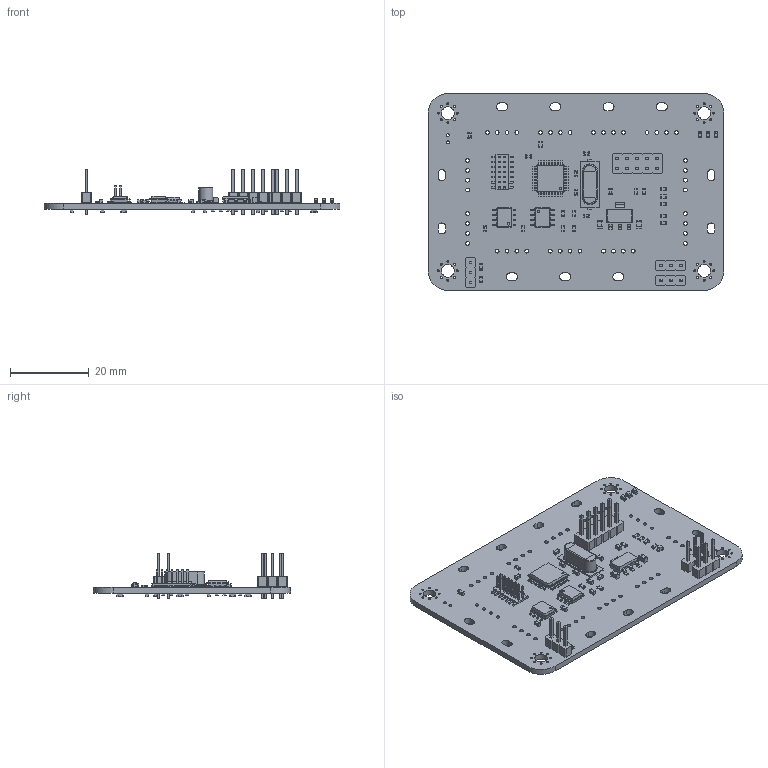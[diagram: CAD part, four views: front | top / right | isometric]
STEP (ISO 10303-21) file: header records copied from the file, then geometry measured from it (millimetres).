
FILE_DESCRIPTION(('KiCad electronic assembly'),'2;1');
FILE_NAME('SensorBoard_ver3.0.step','2025-12-21T11:34:31',('Pcbnew'),( 'Kicad'),'Open CASCADE STEP processor 7.9','KiCad to STEP converter' ,'Unknown');
FILE_SCHEMA(('AUTOMOTIVE_DESIGN { 1 0 10303 214 1 1 1 1 }'));
Length unit declared in the file: millimetre
Products named in the file (14): SensorBoard_ver3.0 1; C_0805_2012Metric; C_0603_1608Metric; LQFP-32_7x7mm_P0.8mm; R_0603_1608Metric; L_0603_1608Metric; LED_0603_1608Metric; PinHeader_2x05_P2.54mm_Vertical; PinHeader_1x03_P2.54mm_Vertical; SOIC-8_3.9x4.9mm_P1.27mm; Crystal_SMD_HC49-SD; SOT-223; PinHeader_2x07_P1.27mm_Vertical_SMD; SensorBoard_ver3.0_PCB
Assembly tree (64 placements, depth 2):
  SensorBoard_ver3.0 1
    C_0805_2012Metric  x2
    C_0603_1608Metric  x20
    LQFP-32_7x7mm_P0.8mm
    R_0603_1608Metric  x26
    L_0603_1608Metric
    LED_0603_1608Metric  x4
    PinHeader_2x05_P2.54mm_Vertical
    PinHeader_1x03_P2.54mm_Vertical  x3
    SOIC-8_3.9x4.9mm_P1.27mm  x2
    Crystal_SMD_HC49-SD
    SOT-223
    PinHeader_2x07_P1.27mm_Vertical_SMD
    SensorBoard_ver3.0_PCB
Bounding box: 75 x 50 x 11.54 mm (x, y, z)
Volume: 6173.2 mm3; surface area: 10165.5 mm2
Topology: 64 solids, 64 shells, 3350 faces, 8695 edges, 5580 vertices
Faces by surface type: plane 2421, cylinder 871, bspline 56, torus 2
Full cylindrical faces by diameter (mm): 0.5 x32, 0.75 x2, 0.95 x44, 1 x19, 3.2 x4
Entity records: 64095 total; most frequent: CARTESIAN_POINT 9128, ORIENTED_EDGE 8804, DIRECTION 8530, EDGE_CURVE 4403, LINE 3588, VECTOR 3588, VERTEX_POINT 2789, AXIS2_PLACEMENT_3D 2471
